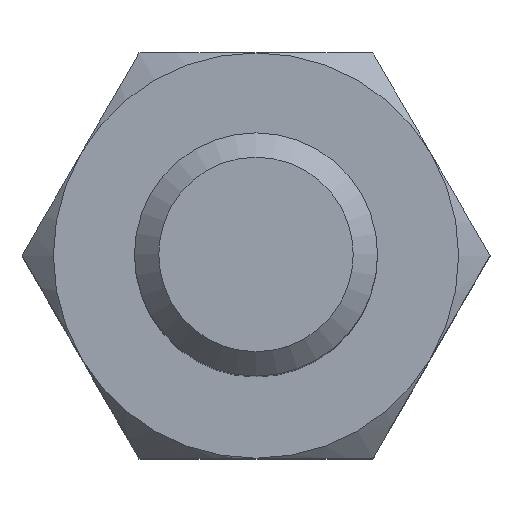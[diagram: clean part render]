
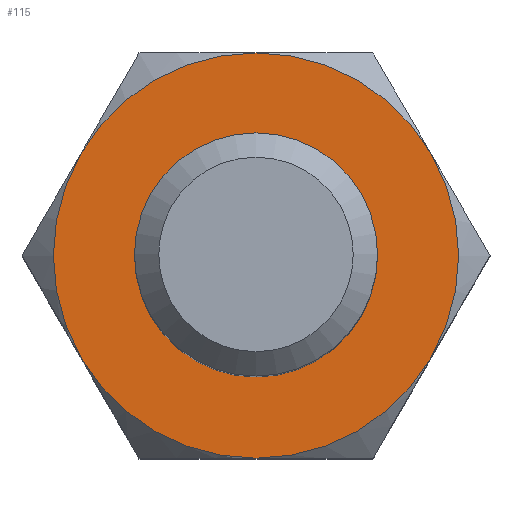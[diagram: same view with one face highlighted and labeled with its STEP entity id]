
A CAD part, top view. The second image highlights one B-rep face of the part: STEP entity #115.
In plain terms, the highlighted planar face has unit normal (0, 0, 1).
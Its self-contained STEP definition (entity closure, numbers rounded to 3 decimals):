
#115 = ADVANCED_FACE( '', ( #235, #236 ), #237, .T. );
#235 = FACE_BOUND( '', #347, .T. );
#236 = FACE_OUTER_BOUND( '', #348, .T. );
#237 = PLANE( '', #349 );
#347 = EDGE_LOOP( '', ( #572 ) );
#348 = EDGE_LOOP( '', ( #573, #574, #575, #576, #577, #578 ) );
#349 = AXIS2_PLACEMENT_3D( '', #579, #580, #581 );
#572 = ORIENTED_EDGE( '', *, *, #646, .T. );
#573 = ORIENTED_EDGE( '', *, *, #629, .F. );
#574 = ORIENTED_EDGE( '', *, *, #632, .F. );
#575 = ORIENTED_EDGE( '', *, *, #657, .F. );
#576 = ORIENTED_EDGE( '', *, *, #625, .T. );
#577 = ORIENTED_EDGE( '', *, *, #664, .F. );
#578 = ORIENTED_EDGE( '', *, *, #652, .F. );
#579 = CARTESIAN_POINT( '', ( 0., 0., 0. ) );
#580 = DIRECTION( '', ( 0., 0., 1. ) );
#581 = DIRECTION( '', ( 1., 0., 0. ) );
#625 = EDGE_CURVE( '', #735, #715, #737, .T. );
#629 = EDGE_CURVE( '', #702, #677, #740, .F. );
#632 = EDGE_CURVE( '', #742, #702, #744, .F. );
#646 = EDGE_CURVE( '', #762, #762, #763, .F. );
#652 = EDGE_CURVE( '', #677, #687, #770, .F. );
#657 = EDGE_CURVE( '', #735, #742, #776, .F. );
#664 = EDGE_CURVE( '', #687, #715, #783, .F. );
#677 = VERTEX_POINT( '', #810 );
#687 = VERTEX_POINT( '', #845 );
#702 = VERTEX_POINT( '', #885 );
#715 = VERTEX_POINT( '', #923 );
#735 = VERTEX_POINT( '', #955 );
#737 = CIRCLE( '', #964, 2.5 );
#740 = CIRCLE( '', #967, 2.5 );
#742 = VERTEX_POINT( '', #969 );
#744 = CIRCLE( '', #978, 2.5 );
#762 = VERTEX_POINT( '', #1013 );
#763 = CIRCLE( '', #1014, 1.3 );
#770 = CIRCLE( '', #1034, 2.5 );
#776 = CIRCLE( '', #1040, 2.5 );
#783 = CIRCLE( '', #1052, 2.5 );
#810 = CARTESIAN_POINT( '', ( 0., -2.5, 0. ) );
#845 = CARTESIAN_POINT( '', ( -2.165, -1.25, 0. ) );
#885 = CARTESIAN_POINT( '', ( 2.165, -1.25, 0. ) );
#923 = CARTESIAN_POINT( '', ( -2.165, 1.25, 0. ) );
#955 = CARTESIAN_POINT( '', ( 0., 2.5, 0. ) );
#964 = AXIS2_PLACEMENT_3D( '', #1096, #1097, #1098 );
#967 = AXIS2_PLACEMENT_3D( '', #1099, #1100, #1101 );
#969 = CARTESIAN_POINT( '', ( 2.165, 1.25, 0. ) );
#978 = AXIS2_PLACEMENT_3D( '', #1102, #1103, #1104 );
#1013 = CARTESIAN_POINT( '', ( 1.3, 0., 0. ) );
#1014 = AXIS2_PLACEMENT_3D( '', #1114, #1115, #1116 );
#1034 = AXIS2_PLACEMENT_3D( '', #1118, #1119, #1120 );
#1040 = AXIS2_PLACEMENT_3D( '', #1124, #1125, #1126 );
#1052 = AXIS2_PLACEMENT_3D( '', #1127, #1128, #1129 );
#1096 = CARTESIAN_POINT( '', ( 0., 0., 0. ) );
#1097 = DIRECTION( '', ( 0., 0., 1. ) );
#1098 = DIRECTION( '', ( 1., 0., 0. ) );
#1099 = CARTESIAN_POINT( '', ( 0., 0., 0. ) );
#1100 = DIRECTION( '', ( 0., 0., 1. ) );
#1101 = DIRECTION( '', ( 1., 0., 0. ) );
#1102 = CARTESIAN_POINT( '', ( 0., 0., 0. ) );
#1103 = DIRECTION( '', ( 0., 0., 1. ) );
#1104 = DIRECTION( '', ( 1., 0., 0. ) );
#1114 = CARTESIAN_POINT( '', ( 0., 0., 0. ) );
#1115 = DIRECTION( '', ( 0., 0., 1. ) );
#1116 = DIRECTION( '', ( 1., 0., 0. ) );
#1118 = CARTESIAN_POINT( '', ( 0., 0., 0. ) );
#1119 = DIRECTION( '', ( 0., 0., 1. ) );
#1120 = DIRECTION( '', ( 1., 0., 0. ) );
#1124 = CARTESIAN_POINT( '', ( 0., 0., 0. ) );
#1125 = DIRECTION( '', ( 0., 0., 1. ) );
#1126 = DIRECTION( '', ( 1., 0., 0. ) );
#1127 = CARTESIAN_POINT( '', ( 0., 0., 0. ) );
#1128 = DIRECTION( '', ( 0., 0., 1. ) );
#1129 = DIRECTION( '', ( 1., 0., 0. ) );
